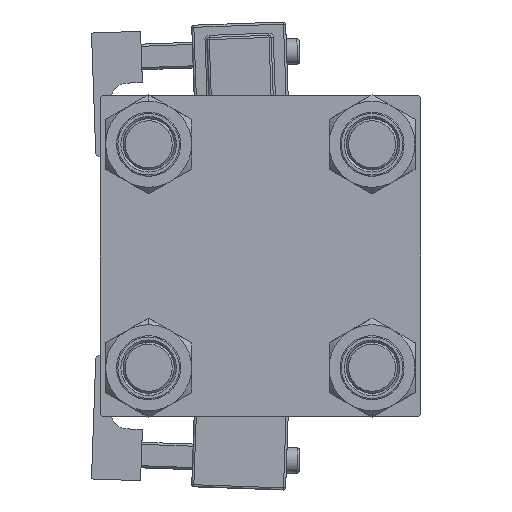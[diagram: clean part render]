
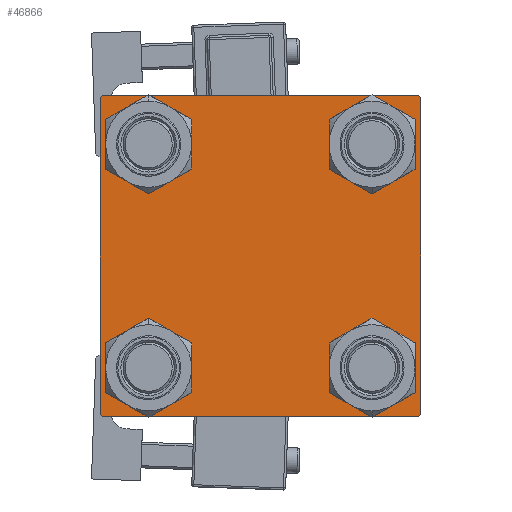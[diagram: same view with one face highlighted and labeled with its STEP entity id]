
A CAD part, left-side view. The second image highlights one B-rep face of the part: STEP entity #46866.
In plain terms, the highlighted planar face has unit normal (-1, 0, 0).
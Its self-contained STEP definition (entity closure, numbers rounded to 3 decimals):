
#23 = DIRECTION ( 'NONE',  ( 1., 0., 0. ) ) ;
#43 = CIRCLE ( 'NONE', #29756, 6.5 ) ;
#73 = FACE_BOUND ( 'NONE', #31769, .T. ) ;
#186 = EDGE_CURVE ( 'NONE', #14596, #48271, #20299, .T. ) ;
#390 = CARTESIAN_POINT ( 'NONE',  ( 0., 26.15, 32.65 ) ) ;
#496 = DIRECTION ( 'NONE',  ( 0., 0., 1. ) ) ;
#544 = CARTESIAN_POINT ( 'NONE',  ( 0., -26.15, -32.65 ) ) ;
#683 = DIRECTION ( 'NONE',  ( 0., -0.707, 0.707 ) ) ;
#773 = VECTOR ( 'NONE', #683, 1000. ) ;
#1725 = VERTEX_POINT ( 'NONE', #14108 ) ;
#2386 = LINE ( 'NONE', #46509, #28192 ) ;
#2584 = VERTEX_POINT ( 'NONE', #24718 ) ;
#2878 = CARTESIAN_POINT ( 'NONE',  ( 0., 37.25, 37.25 ) ) ;
#2929 = CARTESIAN_POINT ( 'NONE',  ( 0., 37., -37.5 ) ) ;
#4336 = CIRCLE ( 'NONE', #38301, 6.5 ) ;
#4415 = CARTESIAN_POINT ( 'NONE',  ( 0., -26.15, 26.15 ) ) ;
#4705 = DIRECTION ( 'NONE',  ( 0., 0., 1. ) ) ;
#5025 = ORIENTED_EDGE ( 'NONE', *, *, #186, .T. ) ;
#5166 = CARTESIAN_POINT ( 'NONE',  ( 0., -26.15, 26.15 ) ) ;
#5214 = VERTEX_POINT ( 'NONE', #36910 ) ;
#5681 = DIRECTION ( 'NONE',  ( 0., 0., 1. ) ) ;
#6282 = VERTEX_POINT ( 'NONE', #48597 ) ;
#6619 = CIRCLE ( 'NONE', #30367, 6.5 ) ;
#7786 = DIRECTION ( 'NONE',  ( -1., 0., 0. ) ) ;
#7871 = CARTESIAN_POINT ( 'NONE',  ( 0., -37.25, -37.25 ) ) ;
#8242 = CARTESIAN_POINT ( 'NONE',  ( 0., 26.15, -32.65 ) ) ;
#8305 = FACE_OUTER_BOUND ( 'NONE', #22657, .T. ) ;
#9021 = AXIS2_PLACEMENT_3D ( 'NONE', #4415, #51752, #43769 ) ;
#9089 = VECTOR ( 'NONE', #48067, 1000. ) ;
#9498 = CARTESIAN_POINT ( 'NONE',  ( 0., -26.15, 32.65 ) ) ;
#10333 = DIRECTION ( 'NONE',  ( 0., 0., -1. ) ) ;
#10361 = EDGE_CURVE ( 'NONE', #37798, #20582, #12311, .T. ) ;
#10539 = VECTOR ( 'NONE', #30034, 1000. ) ;
#10615 = AXIS2_PLACEMENT_3D ( 'NONE', #12765, #28999, #19951 ) ;
#11402 = EDGE_CURVE ( 'NONE', #2584, #5214, #33506, .T. ) ;
#11528 = DIRECTION ( 'NONE',  ( 1., 0., 0. ) ) ;
#11975 = CARTESIAN_POINT ( 'NONE',  ( 0., 26.15, -26.15 ) ) ;
#12280 = EDGE_LOOP ( 'NONE', ( #19151, #49759 ) ) ;
#12311 = CIRCLE ( 'NONE', #10615, 6.5 ) ;
#12765 = CARTESIAN_POINT ( 'NONE',  ( 0., 26.15, -26.15 ) ) ;
#13262 = ORIENTED_EDGE ( 'NONE', *, *, #26066, .F. ) ;
#13365 = VERTEX_POINT ( 'NONE', #544 ) ;
#13530 = ORIENTED_EDGE ( 'NONE', *, *, #33306, .T. ) ;
#14108 = CARTESIAN_POINT ( 'NONE',  ( 0., -26.15, 19.65 ) ) ;
#14596 = VERTEX_POINT ( 'NONE', #24100 ) ;
#15862 = ORIENTED_EDGE ( 'NONE', *, *, #30563, .T. ) ;
#16018 = FACE_BOUND ( 'NONE', #32732, .T. ) ;
#16785 = EDGE_CURVE ( 'NONE', #1725, #43457, #43807, .T. ) ;
#17481 = CARTESIAN_POINT ( 'NONE',  ( 0., -26.15, -26.15 ) ) ;
#17701 = ORIENTED_EDGE ( 'NONE', *, *, #26178, .T. ) ;
#17731 = AXIS2_PLACEMENT_3D ( 'NONE', #48809, #25180, #4705 ) ;
#18033 = LINE ( 'NONE', #34256, #45740 ) ;
#18819 = DIRECTION ( 'NONE',  ( 0., 0., 1. ) ) ;
#19151 = ORIENTED_EDGE ( 'NONE', *, *, #46081, .T. ) ;
#19334 = DIRECTION ( 'NONE',  ( 0., 0.707, -0.707 ) ) ;
#19951 = DIRECTION ( 'NONE',  ( 0., 0., 1. ) ) ;
#20028 = EDGE_CURVE ( 'NONE', #27379, #6282, #23071, .T. ) ;
#20299 = LINE ( 'NONE', #32791, #28395 ) ;
#20370 = ORIENTED_EDGE ( 'NONE', *, *, #11402, .T. ) ;
#20582 = VERTEX_POINT ( 'NONE', #32229 ) ;
#22359 = CARTESIAN_POINT ( 'NONE',  ( 0., -37., -37.5 ) ) ;
#22373 = ORIENTED_EDGE ( 'NONE', *, *, #44814, .T. ) ;
#22657 = EDGE_LOOP ( 'NONE', ( #15862, #5025, #13530, #42421, #13262, #20370, #46724, #51760 ) ) ;
#23071 = LINE ( 'NONE', #2878, #43081 ) ;
#24100 = CARTESIAN_POINT ( 'NONE',  ( 0., 37.5, -37. ) ) ;
#24476 = DIRECTION ( 'NONE',  ( 0., 0., 1. ) ) ;
#24718 = CARTESIAN_POINT ( 'NONE',  ( 0., -37.5, 37. ) ) ;
#25180 = DIRECTION ( 'NONE',  ( 1., 0., 0. ) ) ;
#25358 = DIRECTION ( 'NONE',  ( 0., -0.707, -0.707 ) ) ;
#26005 = EDGE_CURVE ( 'NONE', #33037, #13365, #38121, .T. ) ;
#26066 = EDGE_CURVE ( 'NONE', #2584, #38834, #18033, .T. ) ;
#26178 = EDGE_CURVE ( 'NONE', #26950, #26371, #50812, .T. ) ;
#26371 = VERTEX_POINT ( 'NONE', #390 ) ;
#26494 = EDGE_LOOP ( 'NONE', ( #44307, #33546 ) ) ;
#26818 = CARTESIAN_POINT ( 'NONE',  ( 0., -26.15, -26.15 ) ) ;
#26950 = VERTEX_POINT ( 'NONE', #51451 ) ;
#26966 = CARTESIAN_POINT ( 'NONE',  ( 0., 37., 37.5 ) ) ;
#27379 = VERTEX_POINT ( 'NONE', #26966 ) ;
#28004 = FACE_BOUND ( 'NONE', #12280, .T. ) ;
#28192 = VECTOR ( 'NONE', #38543, 1000. ) ;
#28395 = VECTOR ( 'NONE', #25358, 1000. ) ;
#28999 = DIRECTION ( 'NONE',  ( 1., 0., 0. ) ) ;
#29756 = AXIS2_PLACEMENT_3D ( 'NONE', #47933, #11528, #52446 ) ;
#30034 = DIRECTION ( 'NONE',  ( 0., 0.707, 0.707 ) ) ;
#30269 = DIRECTION ( 'NONE',  ( 1., 0., 0. ) ) ;
#30367 = AXIS2_PLACEMENT_3D ( 'NONE', #11975, #23, #24476 ) ;
#30563 = EDGE_CURVE ( 'NONE', #6282, #14596, #2386, .T. ) ;
#31769 = EDGE_LOOP ( 'NONE', ( #22373, #17701 ) ) ;
#32001 = CIRCLE ( 'NONE', #33699, 6.5 ) ;
#32229 = CARTESIAN_POINT ( 'NONE',  ( 0., 26.15, -19.65 ) ) ;
#32244 = PLANE ( 'NONE',  #44211 ) ;
#32732 = EDGE_LOOP ( 'NONE', ( #48355, #41809 ) ) ;
#32791 = CARTESIAN_POINT ( 'NONE',  ( 0., 37.25, -37.25 ) ) ;
#33037 = VERTEX_POINT ( 'NONE', #43377 ) ;
#33205 = DIRECTION ( 'NONE',  ( 0., -1., 0. ) ) ;
#33306 = EDGE_CURVE ( 'NONE', #48271, #35197, #47819, .T. ) ;
#33476 = EDGE_CURVE ( 'NONE', #13365, #33037, #32001, .T. ) ;
#33506 = LINE ( 'NONE', #38811, #10539 ) ;
#33546 = ORIENTED_EDGE ( 'NONE', *, *, #33476, .T. ) ;
#33699 = AXIS2_PLACEMENT_3D ( 'NONE', #17481, #36903, #496 ) ;
#33718 = LINE ( 'NONE', #41178, #34189 ) ;
#34189 = VECTOR ( 'NONE', #33205, 1000. ) ;
#34256 = CARTESIAN_POINT ( 'NONE',  ( 0., -37.5, 37.5 ) ) ;
#35197 = VERTEX_POINT ( 'NONE', #22359 ) ;
#36903 = DIRECTION ( 'NONE',  ( 1., 0., 0. ) ) ;
#36910 = CARTESIAN_POINT ( 'NONE',  ( 0., -37., 37.5 ) ) ;
#37063 = DIRECTION ( 'NONE',  ( 1., 0., 0. ) ) ;
#37798 = VERTEX_POINT ( 'NONE', #8242 ) ;
#38121 = CIRCLE ( 'NONE', #48262, 6.5 ) ;
#38301 = AXIS2_PLACEMENT_3D ( 'NONE', #5166, #37063, #5681 ) ;
#38543 = DIRECTION ( 'NONE',  ( 0., 0., -1. ) ) ;
#38694 = EDGE_CURVE ( 'NONE', #20582, #37798, #6619, .T. ) ;
#38811 = CARTESIAN_POINT ( 'NONE',  ( 0., -37.25, 37.25 ) ) ;
#38834 = VERTEX_POINT ( 'NONE', #46507 ) ;
#39859 = CARTESIAN_POINT ( 'NONE',  ( 0., 37.5, -37.5 ) ) ;
#41178 = CARTESIAN_POINT ( 'NONE',  ( 0., 37.5, 37.5 ) ) ;
#41809 = ORIENTED_EDGE ( 'NONE', *, *, #10361, .T. ) ;
#42125 = EDGE_CURVE ( 'NONE', #35197, #38834, #44799, .T. ) ;
#42421 = ORIENTED_EDGE ( 'NONE', *, *, #42125, .T. ) ;
#43081 = VECTOR ( 'NONE', #19334, 1000. ) ;
#43377 = CARTESIAN_POINT ( 'NONE',  ( 0., -26.15, -19.65 ) ) ;
#43457 = VERTEX_POINT ( 'NONE', #9498 ) ;
#43769 = DIRECTION ( 'NONE',  ( 0., 0., 1. ) ) ;
#43807 = CIRCLE ( 'NONE', #9021, 6.5 ) ;
#44203 = FACE_BOUND ( 'NONE', #26494, .T. ) ;
#44211 = AXIS2_PLACEMENT_3D ( 'NONE', #48431, #7786, #52172 ) ;
#44307 = ORIENTED_EDGE ( 'NONE', *, *, #26005, .T. ) ;
#44799 = LINE ( 'NONE', #7871, #773 ) ;
#44814 = EDGE_CURVE ( 'NONE', #26371, #26950, #43, .T. ) ;
#45740 = VECTOR ( 'NONE', #10333, 1000. ) ;
#46081 = EDGE_CURVE ( 'NONE', #43457, #1725, #4336, .T. ) ;
#46507 = CARTESIAN_POINT ( 'NONE',  ( 0., -37.5, -37. ) ) ;
#46509 = CARTESIAN_POINT ( 'NONE',  ( 0., 37.5, 37.5 ) ) ;
#46724 = ORIENTED_EDGE ( 'NONE', *, *, #50806, .F. ) ;
#46866 = ADVANCED_FACE ( 'NONE', ( #28004, #44203, #16018, #73, #8305 ), #32244, .T. ) ;
#47819 = LINE ( 'NONE', #39859, #9089 ) ;
#47933 = CARTESIAN_POINT ( 'NONE',  ( 0., 26.15, 26.15 ) ) ;
#48067 = DIRECTION ( 'NONE',  ( 0., -1., 0. ) ) ;
#48262 = AXIS2_PLACEMENT_3D ( 'NONE', #26818, #30269, #18819 ) ;
#48271 = VERTEX_POINT ( 'NONE', #2929 ) ;
#48355 = ORIENTED_EDGE ( 'NONE', *, *, #38694, .T. ) ;
#48431 = CARTESIAN_POINT ( 'NONE',  ( 0., 0., 0. ) ) ;
#48597 = CARTESIAN_POINT ( 'NONE',  ( 0., 37.5, 37. ) ) ;
#48809 = CARTESIAN_POINT ( 'NONE',  ( 0., 26.15, 26.15 ) ) ;
#49759 = ORIENTED_EDGE ( 'NONE', *, *, #16785, .T. ) ;
#50806 = EDGE_CURVE ( 'NONE', #27379, #5214, #33718, .T. ) ;
#50812 = CIRCLE ( 'NONE', #17731, 6.5 ) ;
#51451 = CARTESIAN_POINT ( 'NONE',  ( 0., 26.15, 19.65 ) ) ;
#51752 = DIRECTION ( 'NONE',  ( 1., 0., 0. ) ) ;
#51760 = ORIENTED_EDGE ( 'NONE', *, *, #20028, .T. ) ;
#52172 = DIRECTION ( 'NONE',  ( 0., 0., 1. ) ) ;
#52446 = DIRECTION ( 'NONE',  ( 0., 0., 1. ) ) ;
